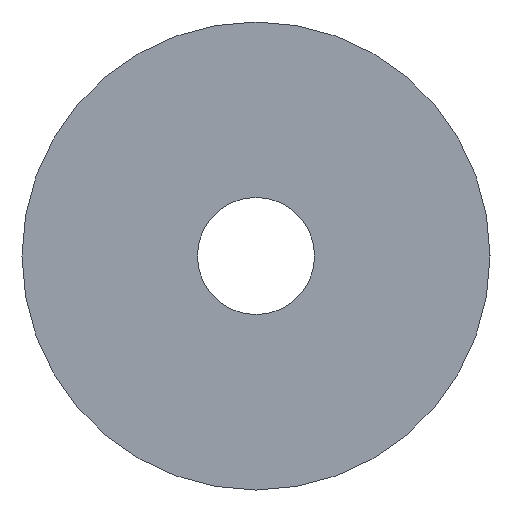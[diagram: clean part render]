
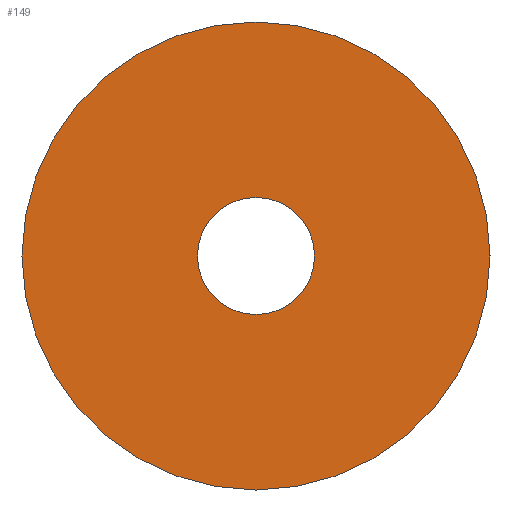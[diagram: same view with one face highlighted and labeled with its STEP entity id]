
A CAD part, left-side view. The second image highlights one B-rep face of the part: STEP entity #149.
In plain terms, the highlighted planar face has unit normal (-1, 0, 0).
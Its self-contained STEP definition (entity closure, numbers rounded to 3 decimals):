
#28=FACE_BOUND('',#43,.T.);
#33=FACE_OUTER_BOUND('',#42,.T.);
#42=EDGE_LOOP('',(#113,#114));
#43=EDGE_LOOP('',(#115,#116));
#55=CIRCLE('',#181,6.);
#56=CIRCLE('',#182,6.);
#57=CIRCLE('',#184,1.5);
#58=CIRCLE('',#185,1.5);
#71=VERTEX_POINT('',#264);
#72=VERTEX_POINT('',#265);
#73=VERTEX_POINT('',#270);
#74=VERTEX_POINT('',#271);
#87=EDGE_CURVE('',#71,#72,#55,.T.);
#89=EDGE_CURVE('',#72,#71,#56,.T.);
#90=EDGE_CURVE('',#73,#74,#57,.T.);
#91=EDGE_CURVE('',#74,#73,#58,.T.);
#113=ORIENTED_EDGE('',*,*,#87,.F.);
#114=ORIENTED_EDGE('',*,*,#89,.F.);
#115=ORIENTED_EDGE('',*,*,#90,.F.);
#116=ORIENTED_EDGE('',*,*,#91,.F.);
#144=PLANE('',#183);
#149=ADVANCED_FACE('',(#33,#28),#144,.F.);
#181=AXIS2_PLACEMENT_3D('',#266,#213,#214);
#182=AXIS2_PLACEMENT_3D('',#268,#216,#217);
#183=AXIS2_PLACEMENT_3D('',#269,#218,#219);
#184=AXIS2_PLACEMENT_3D('',#272,#220,#221);
#185=AXIS2_PLACEMENT_3D('',#273,#222,#223);
#213=DIRECTION('center_axis',(1.,0.,0.));
#214=DIRECTION('ref_axis',(0.,0.,-1.));
#216=DIRECTION('center_axis',(1.,0.,0.));
#217=DIRECTION('ref_axis',(0.,0.,-1.));
#218=DIRECTION('center_axis',(1.,0.,0.));
#219=DIRECTION('ref_axis',(0.,0.,-1.));
#220=DIRECTION('center_axis',(-1.,0.,0.));
#221=DIRECTION('ref_axis',(0.,0.,1.));
#222=DIRECTION('center_axis',(-1.,0.,0.));
#223=DIRECTION('ref_axis',(0.,0.,1.));
#264=CARTESIAN_POINT('',(-7.35,0.,-6.));
#265=CARTESIAN_POINT('',(-7.35,0.,6.));
#266=CARTESIAN_POINT('Origin',(-7.35,0.,0.));
#268=CARTESIAN_POINT('Origin',(-7.35,0.,0.));
#269=CARTESIAN_POINT('Origin',(-7.35,0.,0.));
#270=CARTESIAN_POINT('',(-7.35,0.,-1.5));
#271=CARTESIAN_POINT('',(-7.35,1.5,0.));
#272=CARTESIAN_POINT('Origin',(-7.35,0.,0.));
#273=CARTESIAN_POINT('Origin',(-7.35,0.,0.));
